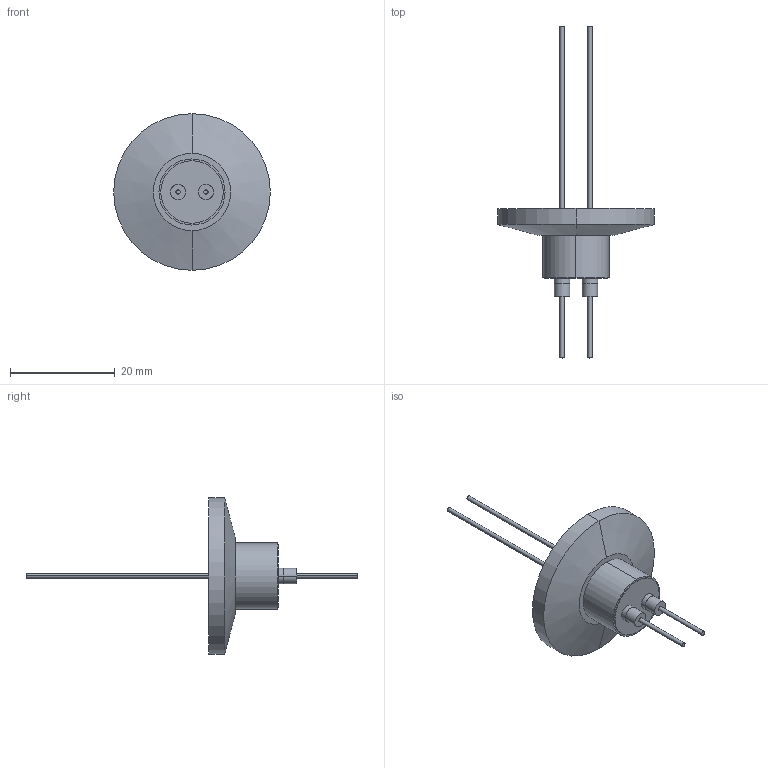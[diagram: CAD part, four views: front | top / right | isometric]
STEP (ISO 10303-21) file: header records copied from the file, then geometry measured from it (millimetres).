
FILE_DESCRIPTION (( 'STEP AP203' ), '1' );
FILE_NAME ('A0500-1-QF.STEP', '2019-11-13T14:01:32', ( '' ), ( '' ), 'SwSTEP 2.0', 'SolidWorks 2019', '' );
FILE_SCHEMA (( 'CONFIG_CONTROL_DESIGN' ));
Length unit declared in the file: inch
Products named in the file (1): A0500-1-QF
Bounding box: 29.97 x 63.5 x 29.97 mm (x, y, z)
Volume: 2627.9 mm3; surface area: 3036.9 mm2
Topology: 1 solids, 1 shells, 70 faces, 138 edges, 90 vertices
Faces by surface type: cylinder 42, plane 22, torus 4, cone 2
Entity records: 1927 total; most frequent: DIRECTION 374, CARTESIAN_POINT 299, ORIENTED_EDGE 276, AXIS2_PLACEMENT_3D 165, EDGE_CURVE 138, CIRCLE 94, VERTEX_POINT 90, EDGE_LOOP 90
